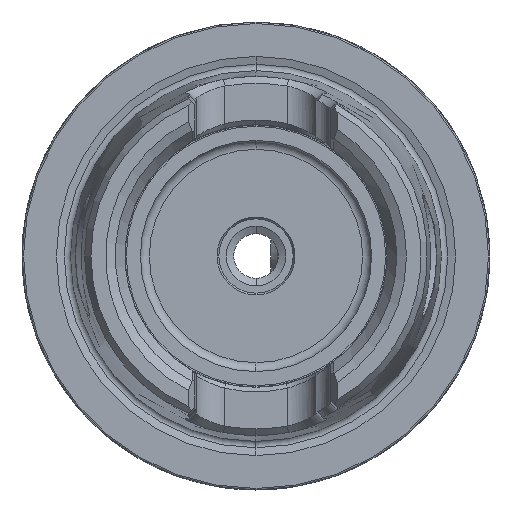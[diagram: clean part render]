
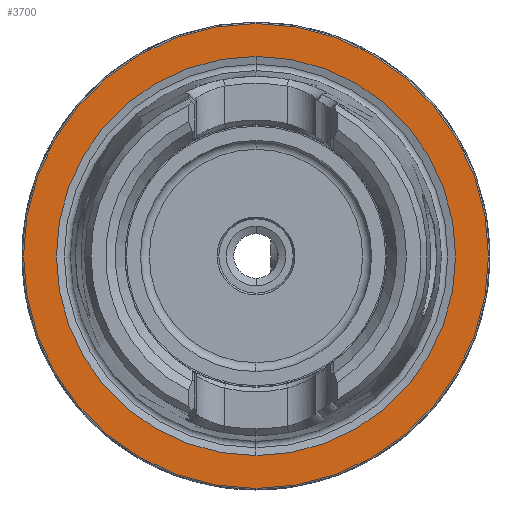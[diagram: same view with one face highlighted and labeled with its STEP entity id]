
A CAD part, left-side view. The second image highlights one B-rep face of the part: STEP entity #3700.
In plain terms, the highlighted planar face has unit normal (-1, 0, 0).
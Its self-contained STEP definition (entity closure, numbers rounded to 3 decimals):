
#208 = VERTEX_POINT ( 'NONE', #9743 ) ;
#323 = ORIENTED_EDGE ( 'NONE', *, *, #6481, .T. ) ;
#479 = DIRECTION ( 'NONE',  ( -1., 0., 0. ) ) ;
#1341 = DIRECTION ( 'NONE',  ( -1., 0., 0. ) ) ;
#1539 = EDGE_CURVE ( 'NONE', #5518, #6805, #7926, .T. ) ;
#1726 = EDGE_LOOP ( 'NONE', ( #2958, #7973 ) ) ;
#1977 = ORIENTED_EDGE ( 'NONE', *, *, #1539, .T. ) ;
#2260 = EDGE_LOOP ( 'NONE', ( #1977, #323 ) ) ;
#2783 = CARTESIAN_POINT ( 'NONE',  ( 0., 0., -31.275 ) ) ;
#2958 = ORIENTED_EDGE ( 'NONE', *, *, #4745, .F. ) ;
#3154 = DIRECTION ( 'NONE',  ( -1., 0., 0. ) ) ;
#3266 = CARTESIAN_POINT ( 'NONE',  ( 0., 0., -26.85 ) ) ;
#3537 = VERTEX_POINT ( 'NONE', #3266 ) ;
#3700 = ADVANCED_FACE ( 'NONE', ( #6689, #4853 ), #6767, .F. ) ;
#4337 = DIRECTION ( 'NONE',  ( -1., 0., 0. ) ) ;
#4745 = EDGE_CURVE ( 'NONE', #208, #3537, #9201, .T. ) ;
#4853 = FACE_OUTER_BOUND ( 'NONE', #2260, .T. ) ;
#5045 = CARTESIAN_POINT ( 'NONE',  ( 0., 31.275, 0. ) ) ;
#5324 = EDGE_CURVE ( 'NONE', #3537, #208, #6558, .T. ) ;
#5390 = AXIS2_PLACEMENT_3D ( 'NONE', #9004, #479, #6883 ) ;
#5518 = VERTEX_POINT ( 'NONE', #8221 ) ;
#5796 = AXIS2_PLACEMENT_3D ( 'NONE', #8939, #4337, #9736 ) ;
#5976 = CARTESIAN_POINT ( 'NONE',  ( 0., 0., 0. ) ) ;
#6481 = EDGE_CURVE ( 'NONE', #6805, #5518, #6960, .T. ) ;
#6558 = CIRCLE ( 'NONE', #5796, 26.85 ) ;
#6689 = FACE_BOUND ( 'NONE', #1726, .T. ) ;
#6767 = PLANE ( 'NONE',  #7605 ) ;
#6768 = DIRECTION ( 'NONE',  ( 0., 0., 1. ) ) ;
#6805 = VERTEX_POINT ( 'NONE', #2783 ) ;
#6883 = DIRECTION ( 'NONE',  ( 0., 0., 1. ) ) ;
#6960 = CIRCLE ( 'NONE', #7305, 31.275 ) ;
#7305 = AXIS2_PLACEMENT_3D ( 'NONE', #5976, #1341, #6768 ) ;
#7605 = AXIS2_PLACEMENT_3D ( 'NONE', #5045, #9378, #8183 ) ;
#7736 = CARTESIAN_POINT ( 'NONE',  ( 0., 0., 0. ) ) ;
#7926 = CIRCLE ( 'NONE', #5390, 31.275 ) ;
#7973 = ORIENTED_EDGE ( 'NONE', *, *, #5324, .F. ) ;
#8183 = DIRECTION ( 'NONE',  ( 0., 0., -1. ) ) ;
#8221 = CARTESIAN_POINT ( 'NONE',  ( 0., 0., 31.275 ) ) ;
#8506 = DIRECTION ( 'NONE',  ( 0., 0., 1. ) ) ;
#8939 = CARTESIAN_POINT ( 'NONE',  ( 0., 0., 0. ) ) ;
#9004 = CARTESIAN_POINT ( 'NONE',  ( 0., 0., 0. ) ) ;
#9201 = CIRCLE ( 'NONE', #9279, 26.85 ) ;
#9279 = AXIS2_PLACEMENT_3D ( 'NONE', #7736, #3154, #8506 ) ;
#9378 = DIRECTION ( 'NONE',  ( 1., 0., 0. ) ) ;
#9736 = DIRECTION ( 'NONE',  ( 0., 0., 1. ) ) ;
#9743 = CARTESIAN_POINT ( 'NONE',  ( 0., 0., 26.85 ) ) ;
